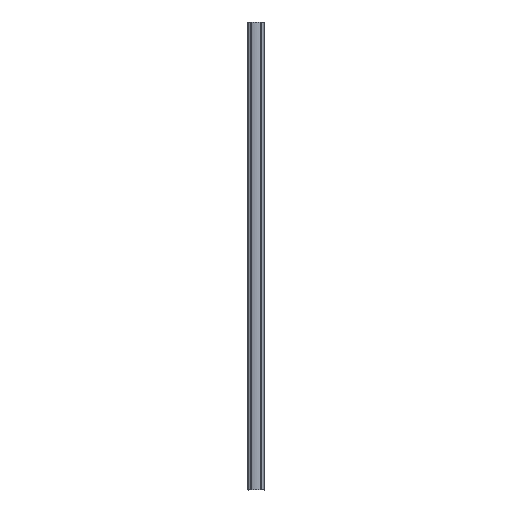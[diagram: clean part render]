
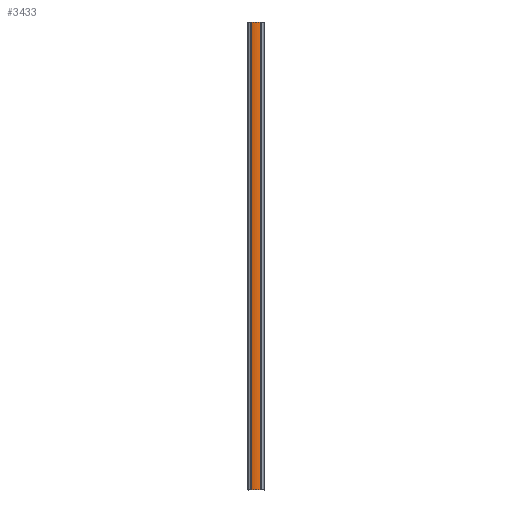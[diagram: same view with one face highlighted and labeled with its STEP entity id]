
A CAD part, front view. The second image highlights one B-rep face of the part: STEP entity #3433.
In plain terms, the highlighted cylindrical face has radius 42.5 mm (diameter 85 mm), a partial arc.
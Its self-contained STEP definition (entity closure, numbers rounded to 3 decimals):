
#10 = VERTEX_POINT ( 'NONE', #587 ) ;
#26 = ORIENTED_EDGE ( 'NONE', *, *, #1454, .T. ) ;
#111 = ORIENTED_EDGE ( 'NONE', *, *, #2244, .T. ) ;
#197 = DIRECTION ( 'NONE',  ( 0., 0., -1. ) ) ;
#239 = CIRCLE ( 'NONE', #2838, 42.5 ) ;
#317 = VECTOR ( 'NONE', #3936, 1000. ) ;
#587 = CARTESIAN_POINT ( 'NONE',  ( -14.679, -39.885, 0. ) ) ;
#775 = CARTESIAN_POINT ( 'NONE',  ( 0., 0., 1500. ) ) ;
#830 = CARTESIAN_POINT ( 'NONE',  ( 0., 0., 0. ) ) ;
#875 = DIRECTION ( 'NONE',  ( -1., 0., 0. ) ) ;
#1165 = AXIS2_PLACEMENT_3D ( 'NONE', #830, #2395, #875 ) ;
#1176 = CARTESIAN_POINT ( 'NONE',  ( 14.679, -39.885, 0. ) ) ;
#1277 = EDGE_LOOP ( 'NONE', ( #26, #1900, #111, #2020 ) ) ;
#1377 = DIRECTION ( 'NONE',  ( -1., 0., 0. ) ) ;
#1454 = EDGE_CURVE ( 'NONE', #2080, #3731, #1918, .T. ) ;
#1504 = CARTESIAN_POINT ( 'NONE',  ( 14.679, -39.885, 500. ) ) ;
#1874 = CARTESIAN_POINT ( 'NONE',  ( -14.679, -39.885, 500. ) ) ;
#1900 = ORIENTED_EDGE ( 'NONE', *, *, #3925, .F. ) ;
#1918 = LINE ( 'NONE', #1504, #317 ) ;
#2008 = CARTESIAN_POINT ( 'NONE',  ( 0., 0., 500. ) ) ;
#2020 = ORIENTED_EDGE ( 'NONE', *, *, #3563, .T. ) ;
#2080 = VERTEX_POINT ( 'NONE', #1176 ) ;
#2190 = VECTOR ( 'NONE', #3459, 1000. ) ;
#2244 = EDGE_CURVE ( 'NONE', #2828, #10, #3544, .T. ) ;
#2369 = FACE_OUTER_BOUND ( 'NONE', #1277, .T. ) ;
#2395 = DIRECTION ( 'NONE',  ( 0., 0., 1. ) ) ;
#2408 = CARTESIAN_POINT ( 'NONE',  ( 14.679, -39.885, 1500. ) ) ;
#2562 = CARTESIAN_POINT ( 'NONE',  ( -14.679, -39.885, 1500. ) ) ;
#2658 = AXIS2_PLACEMENT_3D ( 'NONE', #2008, #197, #1377 ) ;
#2828 = VERTEX_POINT ( 'NONE', #2562 ) ;
#2838 = AXIS2_PLACEMENT_3D ( 'NONE', #775, #2905, #3224 ) ;
#2905 = DIRECTION ( 'NONE',  ( 0., 0., 1. ) ) ;
#3224 = DIRECTION ( 'NONE',  ( 1., 0., 0. ) ) ;
#3395 = CIRCLE ( 'NONE', #1165, 42.5 ) ;
#3433 = ADVANCED_FACE ( 'NONE', ( #2369 ), #3861, .T. ) ;
#3459 = DIRECTION ( 'NONE',  ( 0., 0., -1. ) ) ;
#3544 = LINE ( 'NONE', #1874, #2190 ) ;
#3563 = EDGE_CURVE ( 'NONE', #10, #2080, #3395, .T. ) ;
#3731 = VERTEX_POINT ( 'NONE', #2408 ) ;
#3861 = CYLINDRICAL_SURFACE ( 'NONE', #2658, 42.5 ) ;
#3925 = EDGE_CURVE ( 'NONE', #2828, #3731, #239, .T. ) ;
#3936 = DIRECTION ( 'NONE',  ( 0., 0., 1. ) ) ;
